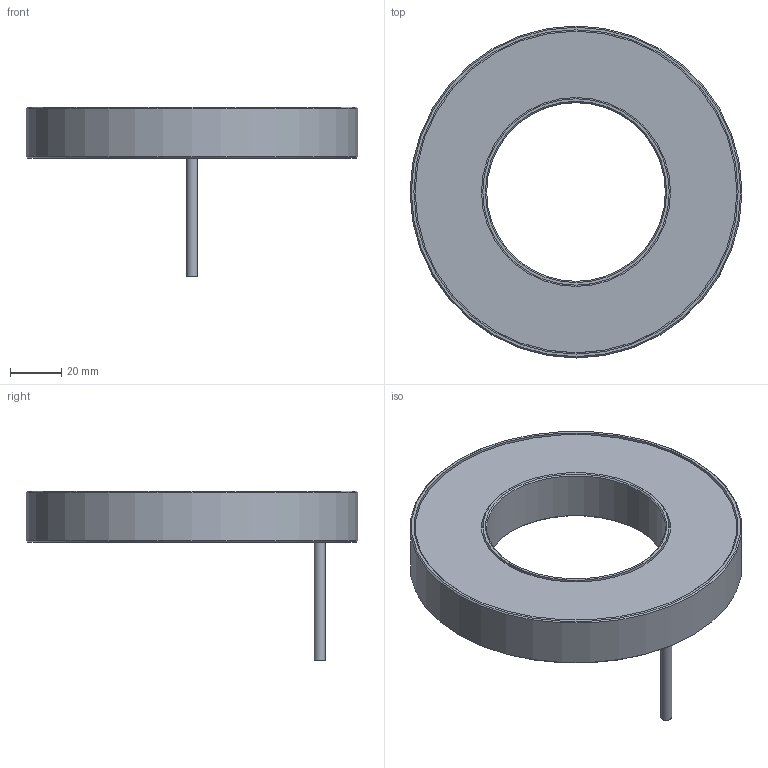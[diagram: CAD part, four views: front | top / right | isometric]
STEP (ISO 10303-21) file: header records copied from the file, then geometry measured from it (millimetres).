
FILE_DESCRIPTION(/* description */ ('DISO X xxx'),/* implementation_level */ '2;1');
FILE_NAME(/* name */ 'BE-R70-F.stp',/* time_stamp */ '2015-07-21T15:08:23+02:00',/* author */ ('lsa'),/* organization */ (''),/* preprocessor_version */ 'ST-DEVELOPER v15.6',/* originating_system */ 'Autodesk Inventor 2015',/* authorisation */ '');
FILE_SCHEMA (('AUTOMOTIVE_DESIGN { 1 0 10303 214 3 1 1 }'));
Length unit declared in the file: millimetre
Products named in the file (1): Bauteil30
Bounding box: 130 x 130 x 66.5 mm (x, y, z)
Volume: 153534.9 mm3; surface area: 48766.1 mm2
Topology: 1 solids, 1 shells, 83 faces, 183 edges, 118 vertices
Faces by surface type: cylinder 52, plane 18, cone 13
Full cylindrical faces by diameter (mm): 3.242 x4, 4.3 x1, 4.5 x1, 70 x1, 73 x1, 74 x1, 126 x1, 127 x1, 130 x1
Entity records: 2295 total; most frequent: DIRECTION 434, CARTESIAN_POINT 350, ORIENTED_EDGE 306, AXIS2_PLACEMENT_3D 197, EDGE_CURVE 153, EDGE_LOOP 126, CIRCLE 113, VERTEX_POINT 113
